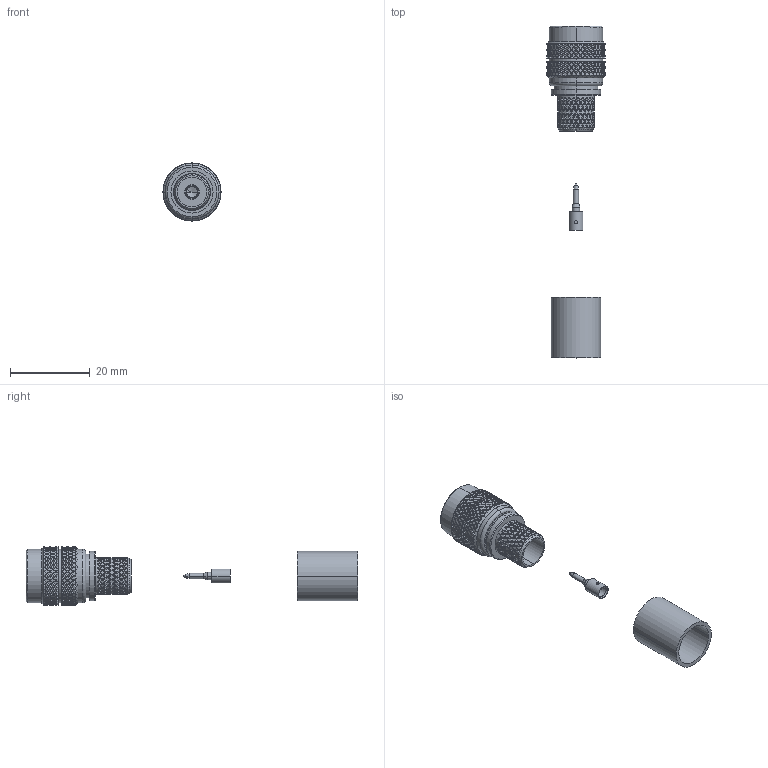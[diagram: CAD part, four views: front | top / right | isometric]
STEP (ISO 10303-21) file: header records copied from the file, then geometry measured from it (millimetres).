
FILE_DESCRIPTION (( 'STEP AP214' ), '1' );
FILE_NAME ('ATML-1400.STEP', '2019-04-11T11:45:34', ( '' ), ( '' ), 'SwSTEP 2.0', 'SolidWorks 2018', '' );
FILE_SCHEMA (( 'AUTOMOTIVE_DESIGN' ));
Length unit declared in the file: millimetre
Products named in the file (4): ATML-1400-MA1; ATML-1400-MA2; ATML-1400; ATML-1400-MA3
Assembly tree (3 placements, depth 2):
  ATML-1400
    ATML-1400-MA1
    ATML-1400-MA3
    ATML-1400-MA2
Bounding box: 14.58 x 83.4 x 14.58 mm (x, y, z)
Volume: 2446.4 mm3; surface area: 4203.7 mm2
Topology: 3 solids, 3 shells, 3472 faces, 7468 edges, 4016 vertices
Faces by surface type: bspline 2620, cylinder 727, plane 70, cone 46, torus 9
Entity records: 146844 total; most frequent: CARTESIAN_POINT 102179, ORIENTED_EDGE 14932, EDGE_CURVE 7466, VERTEX_POINT 4016, EDGE_LOOP 3494, ADVANCED_FACE 3472, FACE_OUTER_BOUND 3472, DIRECTION 2748
